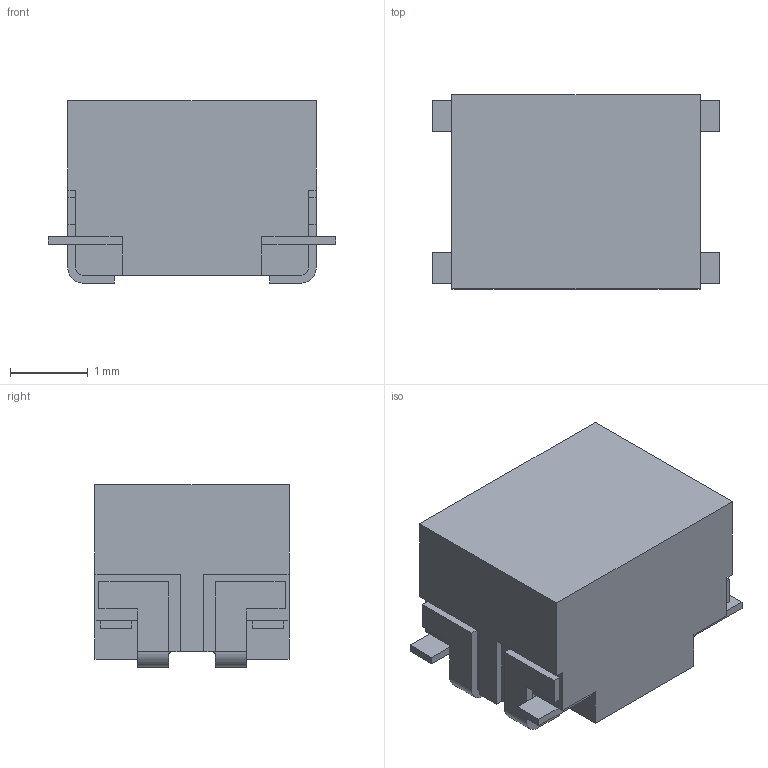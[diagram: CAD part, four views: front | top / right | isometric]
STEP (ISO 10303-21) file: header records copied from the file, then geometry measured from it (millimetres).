
FILE_DESCRIPTION(/* description */ ('STEP AP203'),/* implementation_level */ '2;1');
FILE_NAME(/* name */ 'ACT1210E.step',/* time_stamp */ '2025-05-20T21:07:56+01:00',/* author */ (''),/* organization */ (''),/* preprocessor_version */ 'ST-DEVELOPER v20.1',/* originating_system */ 'Autodesk Translation Framework v14.4.0.0',/* authorisation */ '');
FILE_SCHEMA (('AUTOMOTIVE_DESIGN { 1 0 10303 214 3 1 1 }'));
Length unit declared in the file: millimetre
Products named in the file (5): ACT1210 Block model (typ size)ver.2; ubN}p@ACT1210 D
RK180705; ubN}p@ACT1210
[q; ubN}p@ACT1210
[q2; 3.9maxp[q
Assembly tree (9 placements, depth 2):
  ACT1210 Block model (typ size)ver.2
    ubN}p@ACT1210 D
RK180705
    ubN}p@ACT1210
[q  x2
    ubN}p@ACT1210
[q2  x2
    3.9maxp[q  x4
Bounding box: 3.7 x 2.5 x 2.35 mm (x, y, z)
Volume: 17.1 mm3; surface area: 54.3 mm2
Topology: 9 solids, 9 shells, 112 faces, 278 edges, 184 vertices
Faces by surface type: plane 98, cylinder 14
Entity records: 2334 total; most frequent: CARTESIAN_POINT 422, ORIENTED_EDGE 364, DIRECTION 362, EDGE_CURVE 182, LINE 162, VECTOR 162, VERTEX_POINT 120, AXIS2_PLACEMENT_3D 100
